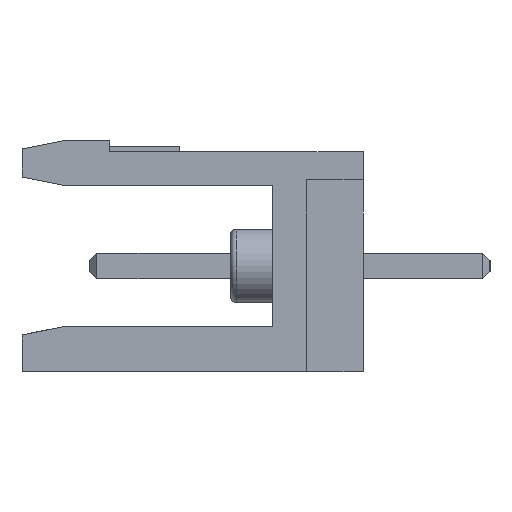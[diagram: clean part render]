
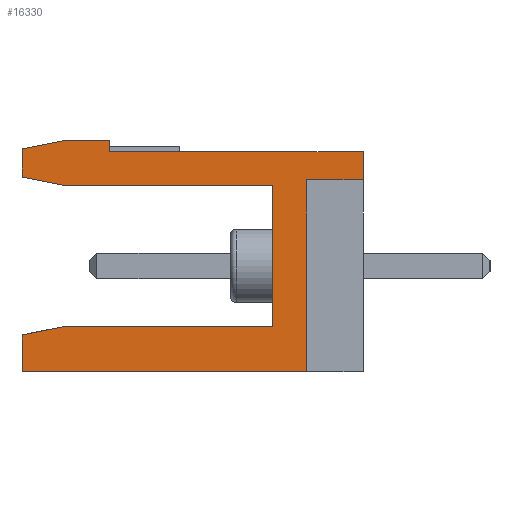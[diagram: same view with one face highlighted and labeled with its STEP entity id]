
A CAD part, left-side view. The second image highlights one B-rep face of the part: STEP entity #16330.
In plain terms, the highlighted planar face has unit normal (-1, 0, 0).
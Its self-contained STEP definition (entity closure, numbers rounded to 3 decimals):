
#214 = DIRECTION ( 'NONE',  ( 0., -1., 0. ) ) ;
#372 = VECTOR ( 'NONE', #12770, 1000. ) ;
#442 = EDGE_CURVE ( 'NONE', #4437, #7044, #14390, .T. ) ;
#475 = VECTOR ( 'NONE', #7087, 1000. ) ;
#970 = VECTOR ( 'NONE', #10645, 1000. ) ;
#1289 = VECTOR ( 'NONE', #15980, 1000. ) ;
#1340 = CARTESIAN_POINT ( 'NONE',  ( -48.26, 0., 3.05 ) ) ;
#1428 = CARTESIAN_POINT ( 'NONE',  ( -48.26, 3.2, 2.85 ) ) ;
#1508 = DIRECTION ( 'NONE',  ( 1., 0., 0. ) ) ;
#1532 = VERTEX_POINT ( 'NONE', #10098 ) ;
#1546 = CARTESIAN_POINT ( 'NONE',  ( -48.26, 10.6, 4.45 ) ) ;
#1849 = EDGE_CURVE ( 'NONE', #5901, #8948, #11781, .T. ) ;
#2117 = VECTOR ( 'NONE', #8965, 1000. ) ;
#2239 = VECTOR ( 'NONE', #4879, 1000. ) ;
#2277 = LINE ( 'NONE', #15322, #15296 ) ;
#2454 = VECTOR ( 'NONE', #4606, 1000. ) ;
#2456 = CARTESIAN_POINT ( 'NONE',  ( -48.26, 0., 4.05 ) ) ;
#2545 = CARTESIAN_POINT ( 'NONE',  ( -48.26, 10.6, 4.45 ) ) ;
#2615 = VERTEX_POINT ( 'NONE', #2456 ) ;
#3016 = ORIENTED_EDGE ( 'NONE', *, *, #1849, .F. ) ;
#3426 = EDGE_CURVE ( 'NONE', #3879, #8621, #7298, .T. ) ;
#3458 = CARTESIAN_POINT ( 'NONE',  ( -48.26, 10.6, 2.85 ) ) ;
#3640 = EDGE_CURVE ( 'NONE', #11741, #9453, #14378, .T. ) ;
#3795 = VERTEX_POINT ( 'NONE', #8639 ) ;
#3879 = VERTEX_POINT ( 'NONE', #2545 ) ;
#3996 = PLANE ( 'NONE',  #7012 ) ;
#4022 = DIRECTION ( 'NONE',  ( 0., 0., -1. ) ) ;
#4121 = CARTESIAN_POINT ( 'NONE',  ( -48.26, 12.1, 3.15 ) ) ;
#4352 = CARTESIAN_POINT ( 'NONE',  ( -48.26, 12.1, 3.15 ) ) ;
#4437 = VERTEX_POINT ( 'NONE', #4121 ) ;
#4606 = DIRECTION ( 'NONE',  ( 0., -1., 0. ) ) ;
#4616 = LINE ( 'NONE', #11726, #14255 ) ;
#4617 = ORIENTED_EDGE ( 'NONE', *, *, #6187, .F. ) ;
#4638 = CARTESIAN_POINT ( 'NONE',  ( -48.26, 9., 4.45 ) ) ;
#4879 = DIRECTION ( 'NONE',  ( 0., 0., -1. ) ) ;
#5141 = EDGE_CURVE ( 'NONE', #9453, #4437, #13796, .T. ) ;
#5215 = VERTEX_POINT ( 'NONE', #7802 ) ;
#5385 = DIRECTION ( 'NONE',  ( 0., -1., 0. ) ) ;
#5819 = CARTESIAN_POINT ( 'NONE',  ( -48.26, 3.2, 2.85 ) ) ;
#5901 = VERTEX_POINT ( 'NONE', #7249 ) ;
#6004 = CARTESIAN_POINT ( 'NONE',  ( -48.26, 0., 4.05 ) ) ;
#6187 = EDGE_CURVE ( 'NONE', #12624, #8904, #11765, .T. ) ;
#6189 = VERTEX_POINT ( 'NONE', #13438 ) ;
#6880 = VECTOR ( 'NONE', #8824, 1000. ) ;
#6911 = VECTOR ( 'NONE', #5385, 1000. ) ;
#7006 = EDGE_CURVE ( 'NONE', #5215, #2615, #2277, .T. ) ;
#7012 = AXIS2_PLACEMENT_3D ( 'NONE', #9102, #1508, #10337 ) ;
#7026 = EDGE_CURVE ( 'NONE', #8621, #5215, #8620, .T. ) ;
#7044 = VERTEX_POINT ( 'NONE', #11641 ) ;
#7070 = DIRECTION ( 'NONE',  ( 0., 1., 0. ) ) ;
#7087 = DIRECTION ( 'NONE',  ( 0., 0., 1. ) ) ;
#7145 = ORIENTED_EDGE ( 'NONE', *, *, #7429, .F. ) ;
#7187 = LINE ( 'NONE', #10850, #475 ) ;
#7249 = CARTESIAN_POINT ( 'NONE',  ( -48.26, 12.1, -2.45 ) ) ;
#7298 = LINE ( 'NONE', #1546, #6911 ) ;
#7429 = EDGE_CURVE ( 'NONE', #3795, #11741, #7187, .T. ) ;
#7802 = CARTESIAN_POINT ( 'NONE',  ( -48.26, 9., 4.05 ) ) ;
#8038 = FACE_OUTER_BOUND ( 'NONE', #14114, .T. ) ;
#8228 = CARTESIAN_POINT ( 'NONE',  ( -48.26, 2., -3.75 ) ) ;
#8334 = CARTESIAN_POINT ( 'NONE',  ( -48.26, 12.1, -2.45 ) ) ;
#8620 = LINE ( 'NONE', #12862, #14902 ) ;
#8621 = VERTEX_POINT ( 'NONE', #4638 ) ;
#8639 = CARTESIAN_POINT ( 'NONE',  ( -48.26, 3.2, -2.15 ) ) ;
#8689 = CARTESIAN_POINT ( 'NONE',  ( -48.26, 2., 3.05 ) ) ;
#8824 = DIRECTION ( 'NONE',  ( 0., 1., 0. ) ) ;
#8844 = ORIENTED_EDGE ( 'NONE', *, *, #7026, .F. ) ;
#8904 = VERTEX_POINT ( 'NONE', #9839 ) ;
#8948 = VERTEX_POINT ( 'NONE', #11144 ) ;
#8965 = DIRECTION ( 'NONE',  ( 0., -0.981, 0.196 ) ) ;
#9102 = CARTESIAN_POINT ( 'NONE',  ( -48.26, 0., 0. ) ) ;
#9453 = VERTEX_POINT ( 'NONE', #3458 ) ;
#9470 = EDGE_CURVE ( 'NONE', #2615, #1532, #14565, .T. ) ;
#9839 = CARTESIAN_POINT ( 'NONE',  ( -48.26, 12.1, -3.75 ) ) ;
#10098 = CARTESIAN_POINT ( 'NONE',  ( -48.26, 0., 3.05 ) ) ;
#10337 = DIRECTION ( 'NONE',  ( 0., 0., -1. ) ) ;
#10645 = DIRECTION ( 'NONE',  ( 0., 0., 1. ) ) ;
#10850 = CARTESIAN_POINT ( 'NONE',  ( -48.26, 3.2, -2.15 ) ) ;
#10884 = CARTESIAN_POINT ( 'NONE',  ( -48.26, 10.6, -2.15 ) ) ;
#10900 = CARTESIAN_POINT ( 'NONE',  ( -48.26, 0., -3.75 ) ) ;
#10905 = EDGE_CURVE ( 'NONE', #8948, #3795, #12120, .T. ) ;
#11049 = EDGE_CURVE ( 'NONE', #6189, #12624, #15680, .T. ) ;
#11144 = CARTESIAN_POINT ( 'NONE',  ( -48.26, 10.6, -2.15 ) ) ;
#11375 = VECTOR ( 'NONE', #15885, 1000. ) ;
#11611 = VECTOR ( 'NONE', #13547, 1000. ) ;
#11641 = CARTESIAN_POINT ( 'NONE',  ( -48.26, 12.1, 4.15 ) ) ;
#11724 = ORIENTED_EDGE ( 'NONE', *, *, #11049, .F. ) ;
#11726 = CARTESIAN_POINT ( 'NONE',  ( -48.26, 12.1, -3.75 ) ) ;
#11741 = VERTEX_POINT ( 'NONE', #1428 ) ;
#11765 = LINE ( 'NONE', #10900, #1289 ) ;
#11781 = LINE ( 'NONE', #8334, #11375 ) ;
#11965 = ORIENTED_EDGE ( 'NONE', *, *, #13959, .F. ) ;
#12120 = LINE ( 'NONE', #10884, #2454 ) ;
#12196 = LINE ( 'NONE', #12748, #2117 ) ;
#12327 = ORIENTED_EDGE ( 'NONE', *, *, #9470, .F. ) ;
#12624 = VERTEX_POINT ( 'NONE', #8228 ) ;
#12675 = ORIENTED_EDGE ( 'NONE', *, *, #442, .F. ) ;
#12748 = CARTESIAN_POINT ( 'NONE',  ( -48.26, 12.1, 4.15 ) ) ;
#12770 = DIRECTION ( 'NONE',  ( 0., 0.981, 0.196 ) ) ;
#12862 = CARTESIAN_POINT ( 'NONE',  ( -48.26, 9., 4.45 ) ) ;
#12870 = ORIENTED_EDGE ( 'NONE', *, *, #5141, .F. ) ;
#12969 = ORIENTED_EDGE ( 'NONE', *, *, #7006, .F. ) ;
#13004 = DIRECTION ( 'NONE',  ( 0., 0., 1. ) ) ;
#13116 = ORIENTED_EDGE ( 'NONE', *, *, #15364, .F. ) ;
#13199 = LINE ( 'NONE', #1340, #6880 ) ;
#13326 = EDGE_CURVE ( 'NONE', #1532, #6189, #13199, .T. ) ;
#13438 = CARTESIAN_POINT ( 'NONE',  ( -48.26, 2., 3.05 ) ) ;
#13547 = DIRECTION ( 'NONE',  ( 0., 0., -1. ) ) ;
#13603 = ORIENTED_EDGE ( 'NONE', *, *, #3640, .F. ) ;
#13796 = LINE ( 'NONE', #14031, #372 ) ;
#13959 = EDGE_CURVE ( 'NONE', #7044, #3879, #12196, .T. ) ;
#13995 = VECTOR ( 'NONE', #7070, 1000. ) ;
#14031 = CARTESIAN_POINT ( 'NONE',  ( -48.26, 10.6, 2.85 ) ) ;
#14114 = EDGE_LOOP ( 'NONE', ( #4617, #11724, #15965, #12327, #12969, #8844, #14808, #11965, #12675, #12870, #13603, #7145, #16104, #3016, #13116 ) ) ;
#14255 = VECTOR ( 'NONE', #13004, 1000. ) ;
#14378 = LINE ( 'NONE', #5819, #13995 ) ;
#14390 = LINE ( 'NONE', #4352, #970 ) ;
#14565 = LINE ( 'NONE', #6004, #11611 ) ;
#14808 = ORIENTED_EDGE ( 'NONE', *, *, #3426, .F. ) ;
#14902 = VECTOR ( 'NONE', #4022, 1000. ) ;
#15296 = VECTOR ( 'NONE', #214, 1000. ) ;
#15322 = CARTESIAN_POINT ( 'NONE',  ( -48.26, 6.5, 4.05 ) ) ;
#15364 = EDGE_CURVE ( 'NONE', #8904, #5901, #4616, .T. ) ;
#15680 = LINE ( 'NONE', #8689, #2239 ) ;
#15885 = DIRECTION ( 'NONE',  ( 0., -0.981, 0.196 ) ) ;
#15965 = ORIENTED_EDGE ( 'NONE', *, *, #13326, .F. ) ;
#15980 = DIRECTION ( 'NONE',  ( 0., 1., 0. ) ) ;
#16104 = ORIENTED_EDGE ( 'NONE', *, *, #10905, .F. ) ;
#16330 = ADVANCED_FACE ( 'NONE', ( #8038 ), #3996, .F. ) ;
